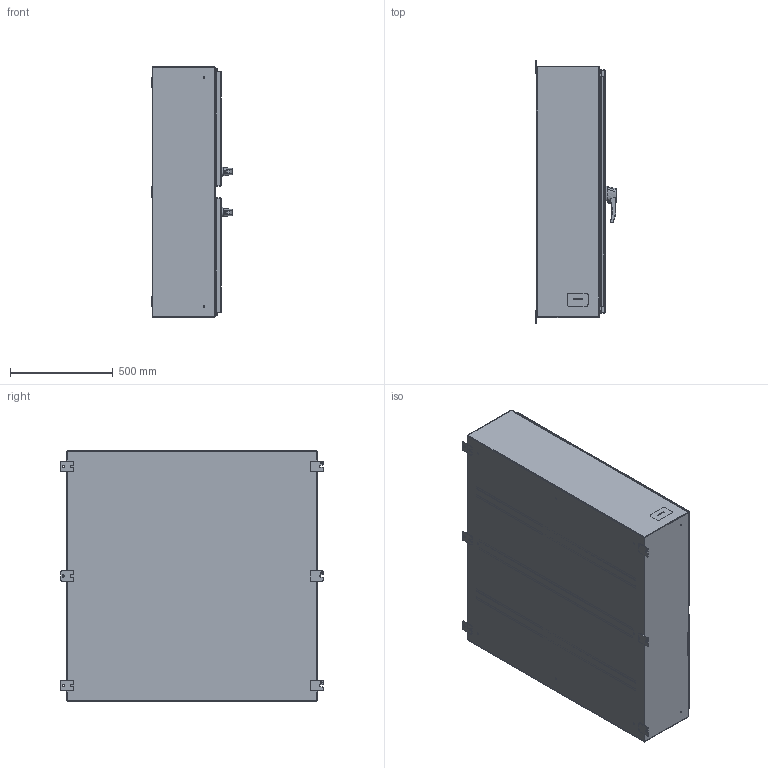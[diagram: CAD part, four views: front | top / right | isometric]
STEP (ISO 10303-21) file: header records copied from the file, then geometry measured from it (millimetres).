
FILE_DESCRIPTION (( 'STEP AP214' ), '1' );
FILE_NAME ('HN4WM484812S16.STEP', '2019-08-27T16:36:29', ( '' ), ( '' ), 'SwSTEP 2.0', 'SolidWorks 2018', '' );
FILE_SCHEMA (( 'AUTOMOTIVE_DESIGN' ));
Length unit declared in the file: inch
Products named in the file (1): HN4WM484812S16
Bounding box: 391.8 x 1276.35 x 1219.2 mm (x, y, z)
Volume: 18078767.6 mm3; surface area: 14200358.5 mm2
Topology: 120 solids, 122 shells, 3482 faces, 9039 edges, 5867 vertices
Faces by surface type: plane 1616, cylinder 1457, bspline 264, cone 145
Entity records: 166471 total; most frequent: CARTESIAN_POINT 34637, ORIENTED_EDGE 18050, DIRECTION 17384, EDGE_CURVE 9025, AXIS2_PLACEMENT_3D 6202, VERTEX_POINT 5867, LINE 4980, VECTOR 4980
